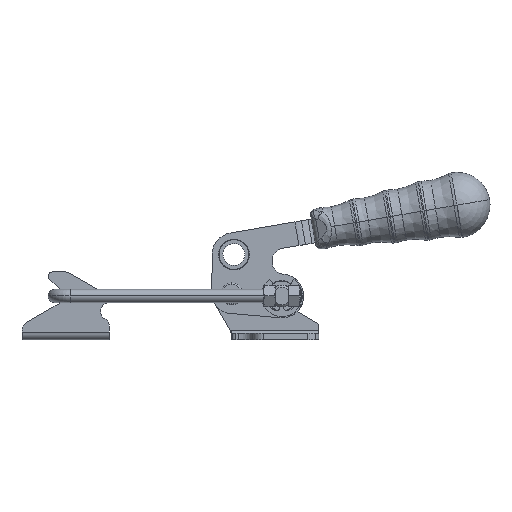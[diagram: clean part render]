
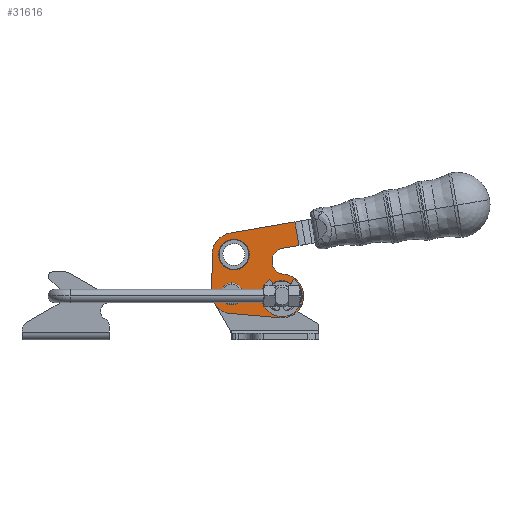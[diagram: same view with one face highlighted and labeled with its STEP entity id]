
A CAD part, front view. The second image highlights one B-rep face of the part: STEP entity #31616.
In plain terms, the highlighted free-form (B-spline) face has degree [1, 1] with [2, 2] control points.
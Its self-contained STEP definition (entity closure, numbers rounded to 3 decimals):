
#794=CARTESIAN_POINT('',(-45.971,48.768,6.447));
#795=VERTEX_POINT('',#794);
#811=CARTESIAN_POINT('',(-46.76,48.768,22.218));
#812=VERTEX_POINT('',#811);
#819=CARTESIAN_POINT('',(-41.271,48.768,14.587));
#820=DIRECTION('',(0.,1.0,0.));
#821=DIRECTION('',(-0.5,0.,-0.866));
#822=AXIS2_PLACEMENT_3D('',#819,#820,#821);
#823=CIRCLE('',#822,9.4);
#824=EDGE_CURVE('',#795,#812,#823,.T.);
#1264=CARTESIAN_POINT('',(-69.267,48.768,15.587));
#1265=VERTEX_POINT('',#1264);
#1282=CARTESIAN_POINT('',(-59.267,48.768,15.587));
#1283=VERTEX_POINT('',#1282);
#1290=CARTESIAN_POINT('',(-64.267,48.768,15.587));
#1291=DIRECTION('',(0.0,1.0,0.0));
#1292=DIRECTION('',(-1.0,0.0,0.0));
#1293=AXIS2_PLACEMENT_3D('',#1290,#1291,#1292);
#1294=CIRCLE('',#1293,5.);
#1295=EDGE_CURVE('',#1265,#1283,#1294,.T.);
#1650=CARTESIAN_POINT('',(-63.219,48.768,26.533));
#1651=VERTEX_POINT('',#1650);
#2261=CARTESIAN_POINT('',(-63.158,48.768,40.633));
#2262=VERTEX_POINT('',#2261);
#2269=CARTESIAN_POINT('',(-63.188,48.768,33.583));
#2270=DIRECTION('',(0.,-1.,0.));
#2271=DIRECTION('',(-0.004,0.,-1.));
#2272=AXIS2_PLACEMENT_3D('',#2269,#2270,#2271);
#2273=CIRCLE('',#2272,7.05);
#2274=EDGE_CURVE('',#2262,#1651,#2273,.T.);
#3267=CARTESIAN_POINT('',(-41.24,48.768,21.637));
#3268=VERTEX_POINT('',#3267);
#3275=CARTESIAN_POINT('',(-45.545,48.768,20.194));
#3276=VERTEX_POINT('',#3275);
#3277=CARTESIAN_POINT('',(-41.271,48.768,14.587));
#3278=DIRECTION('',(0.,-1.,0.));
#3279=DIRECTION('',(-0.004,0.,-1.));
#3280=AXIS2_PLACEMENT_3D('',#3277,#3278,#3279);
#3281=CIRCLE('',#3280,7.05);
#3282=EDGE_CURVE('',#3268,#3276,#3281,.T.);
#5151=CARTESIAN_POINT('',(-72.061,48.768,11.087));
#5152=VERTEX_POINT('',#5151);
#5170=CARTESIAN_POINT('',(-65.048,48.768,6.621));
#5171=VERTEX_POINT('',#5170);
#5178=CARTESIAN_POINT('',(-64.267,48.768,15.587));
#5179=DIRECTION('',(0.,1.,0.));
#5180=DIRECTION('',(1.,0.,-0.004));
#5181=AXIS2_PLACEMENT_3D('',#5178,#5179,#5180);
#5182=CIRCLE('',#5181,9.);
#5183=EDGE_CURVE('',#5171,#5152,#5182,.T.);
#5210=CARTESIAN_POINT('',(-73.267,48.768,15.626));
#5211=VERTEX_POINT('',#5210);
#5212=CARTESIAN_POINT('',(-64.267,48.768,15.587));
#5213=DIRECTION('',(0.,1.,0.));
#5214=DIRECTION('',(1.,0.,-0.004));
#5215=AXIS2_PLACEMENT_3D('',#5212,#5213,#5214);
#5216=CIRCLE('',#5215,9.);
#5217=EDGE_CURVE('',#5152,#5211,#5216,.T.);
#13946=CARTESIAN_POINT('',(-64.882,48.768,43.438));
#13947=VERTEX_POINT('',#13946);
#13954=CARTESIAN_POINT('',(-35.242,48.768,48.532));
#13955=VERTEX_POINT('',#13954);
#13956=CARTESIAN_POINT('',(-64.882,48.768,43.438));
#13957=DIRECTION('',(0.986,0.,0.169));
#13958=VECTOR('',#13957,30.075);
#13959=LINE('',#13956,#13958);
#13960=EDGE_CURVE('',#13947,#13955,#13959,.T.);
#14032=CARTESIAN_POINT('',(-40.304,48.768,24.54));
#14033=VERTEX_POINT('',#14032);
#14040=CARTESIAN_POINT('',(-42.139,48.768,4.625));
#14041=VERTEX_POINT('',#14040);
#14042=CARTESIAN_POINT('',(-41.271,48.768,14.587));
#14043=DIRECTION('',(0.,1.,0.));
#14044=DIRECTION('',(0.087,0.,0.996));
#14045=AXIS2_PLACEMENT_3D('',#14042,#14043,#14044);
#14046=CIRCLE('',#14045,10.0);
#14047=EDGE_CURVE('',#14033,#14041,#14046,.T.);
#14066=CARTESIAN_POINT('',(-42.139,48.768,4.625));
#14067=DIRECTION('',(-0.996,0.,0.087));
#14068=VECTOR('',#14067,22.996);
#14069=LINE('',#14066,#14068);
#14070=EDGE_CURVE('',#14041,#5171,#14069,.T.);
#14090=CARTESIAN_POINT('',(-73.188,48.768,33.626));
#14091=VERTEX_POINT('',#14090);
#14092=CARTESIAN_POINT('',(-73.267,48.768,15.626));
#14093=DIRECTION('',(0.004,0.,1.));
#14094=VECTOR('',#14093,18.);
#14095=LINE('',#14092,#14094);
#14096=EDGE_CURVE('',#5211,#14091,#14095,.T.);
#14141=CARTESIAN_POINT('',(-63.188,48.768,33.583));
#14142=DIRECTION('',(0.,1.,0.));
#14143=DIRECTION('',(0.169,0.,-0.986));
#14144=AXIS2_PLACEMENT_3D('',#14141,#14142,#14143);
#14145=CIRCLE('',#14144,10.0);
#14146=EDGE_CURVE('',#14091,#13947,#14145,.T.);
#14187=CARTESIAN_POINT('',(-40.741,48.768,36.426));
#14188=VERTEX_POINT('',#14187);
#14195=CARTESIAN_POINT('',(-39.724,48.768,30.512));
#14196=DIRECTION('',(0.,-1.0,0.));
#14197=DIRECTION('',(-0.169,0.,0.986));
#14198=AXIS2_PLACEMENT_3D('',#14195,#14196,#14197);
#14199=CIRCLE('',#14198,6.);
#14200=EDGE_CURVE('',#14188,#14033,#14199,.T.);
#14321=CARTESIAN_POINT('',(-33.379,48.768,37.691));
#14322=VERTEX_POINT('',#14321);
#14337=CARTESIAN_POINT('',(-35.242,48.768,48.532));
#14338=DIRECTION('',(0.169,0.,-0.986));
#14339=VECTOR('',#14338,11.);
#14340=LINE('',#14337,#14339);
#14341=EDGE_CURVE('',#13955,#14322,#14340,.T.);
#18196=CARTESIAN_POINT('',(-36.997,48.768,20.194));
#18197=VERTEX_POINT('',#18196);
#18205=CARTESIAN_POINT('',(-41.271,48.768,14.587));
#18206=DIRECTION('',(0.,-1.,0.));
#18207=DIRECTION('',(-0.004,0.,-1.));
#18208=AXIS2_PLACEMENT_3D('',#18205,#18206,#18207);
#18209=CIRCLE('',#18208,7.05);
#18210=EDGE_CURVE('',#18197,#3268,#18209,.T.);
#24635=CARTESIAN_POINT('',(-63.188,48.768,33.583));
#24636=DIRECTION('',(0.,-1.,0.));
#24637=DIRECTION('',(-0.004,0.,-1.));
#24638=AXIS2_PLACEMENT_3D('',#24635,#24636,#24637);
#24639=CIRCLE('',#24638,7.05);
#24640=EDGE_CURVE('',#1651,#2262,#24639,.T.);
#31316=CARTESIAN_POINT('',(-64.267,48.768,15.587));
#31317=DIRECTION('',(0.0,1.0,0.0));
#31318=DIRECTION('',(-1.0,0.0,0.0));
#31319=AXIS2_PLACEMENT_3D('',#31316,#31317,#31318);
#31320=CIRCLE('',#31319,5.);
#31321=EDGE_CURVE('',#1283,#1265,#31320,.T.);
#31544=CARTESIAN_POINT('',(-73.458,48.768,4.588));
#31545=CARTESIAN_POINT('',(-73.266,48.768,48.714));
#31546=CARTESIAN_POINT('',(-31.272,48.768,4.405));
#31547=CARTESIAN_POINT('',(-31.08,48.768,48.531));
#31548=B_SPLINE_SURFACE_WITH_KNOTS('',1,1,((#31544,#31546),(#31545,#31547)),.UNSPECIFIED.,.F.,.F.,.U.,(2,2),(2,2),(0.0,44.127),(0.0,42.187),.UNSPECIFIED.);
#31549=ORIENTED_EDGE('',*,*,#14341,.F.);
#31550=ORIENTED_EDGE('',*,*,#13960,.F.);
#31551=ORIENTED_EDGE('',*,*,#14146,.F.);
#31552=ORIENTED_EDGE('',*,*,#14096,.F.);
#31553=ORIENTED_EDGE('',*,*,#5217,.F.);
#31554=ORIENTED_EDGE('',*,*,#5183,.F.);
#31555=ORIENTED_EDGE('',*,*,#14070,.F.);
#31556=ORIENTED_EDGE('',*,*,#14047,.F.);
#31557=ORIENTED_EDGE('',*,*,#14200,.F.);
#31558=CARTESIAN_POINT('',(-33.379,48.768,37.691));
#31559=DIRECTION('',(-0.986,0.,-0.169));
#31560=VECTOR('',#31559,7.47);
#31561=LINE('',#31558,#31560);
#31562=EDGE_CURVE('',#14322,#14188,#31561,.T.);
#31563=ORIENTED_EDGE('',*,*,#31562,.F.);
#31564=EDGE_LOOP('',(#31549,#31550,#31551,#31552,#31553,#31554,#31555,#31556,#31557,#31563));
#31565=FACE_OUTER_BOUND('',#31564,.T.);
#31566=ORIENTED_EDGE('',*,*,#2274,.F.);
#31567=ORIENTED_EDGE('',*,*,#24640,.F.);
#31568=EDGE_LOOP('',(#31566,#31567));
#31569=FACE_BOUND('',#31568,.T.);
#31570=CARTESIAN_POINT('',(-36.895,48.768,20.799));
#31571=VERTEX_POINT('',#31570);
#31572=CARTESIAN_POINT('',(-36.997,48.768,20.194));
#31573=DIRECTION('',(0.166,0.0,0.986));
#31574=VECTOR('',#31573,0.614);
#31575=LINE('',#31572,#31574);
#31576=EDGE_CURVE('',#18197,#31571,#31575,.T.);
#31577=ORIENTED_EDGE('',*,*,#31576,.T.);
#31578=CARTESIAN_POINT('',(-35.781,48.768,22.218));
#31579=VERTEX_POINT('',#31578);
#31580=CARTESIAN_POINT('',(-36.895,48.768,20.799));
#31581=DIRECTION('',(0.618,0.0,0.787));
#31582=VECTOR('',#31581,1.803);
#31583=LINE('',#31580,#31582);
#31584=EDGE_CURVE('',#31571,#31579,#31583,.T.);
#31585=ORIENTED_EDGE('',*,*,#31584,.T.);
#31586=CARTESIAN_POINT('',(-41.271,48.768,14.587));
#31587=DIRECTION('',(0.,1.0,0.));
#31588=DIRECTION('',(-0.5,0.,-0.866));
#31589=AXIS2_PLACEMENT_3D('',#31586,#31587,#31588);
#31590=CIRCLE('',#31589,9.4);
#31591=EDGE_CURVE('',#31579,#795,#31590,.T.);
#31592=ORIENTED_EDGE('',*,*,#31591,.T.);
#31593=ORIENTED_EDGE('',*,*,#824,.T.);
#31594=CARTESIAN_POINT('',(-45.647,48.768,20.799));
#31595=VERTEX_POINT('',#31594);
#31596=CARTESIAN_POINT('',(-46.76,48.768,22.218));
#31597=DIRECTION('',(0.618,0.,-0.787));
#31598=VECTOR('',#31597,1.803);
#31599=LINE('',#31596,#31598);
#31600=EDGE_CURVE('',#812,#31595,#31599,.T.);
#31601=ORIENTED_EDGE('',*,*,#31600,.T.);
#31602=CARTESIAN_POINT('',(-45.647,48.768,20.799));
#31603=DIRECTION('',(0.166,0.0,-0.986));
#31604=VECTOR('',#31603,0.614);
#31605=LINE('',#31602,#31604);
#31606=EDGE_CURVE('',#31595,#3276,#31605,.T.);
#31607=ORIENTED_EDGE('',*,*,#31606,.T.);
#31608=ORIENTED_EDGE('',*,*,#3282,.F.);
#31609=ORIENTED_EDGE('',*,*,#18210,.F.);
#31610=EDGE_LOOP('',(#31577,#31585,#31592,#31593,#31601,#31607,#31608,#31609));
#31611=FACE_BOUND('',#31610,.T.);
#31612=ORIENTED_EDGE('',*,*,#1295,.T.);
#31613=ORIENTED_EDGE('',*,*,#31321,.T.);
#31614=EDGE_LOOP('',(#31612,#31613));
#31615=FACE_BOUND('',#31614,.T.);
#31616=ADVANCED_FACE('',(#31565,#31569,#31611,#31615),#31548,.F.);
